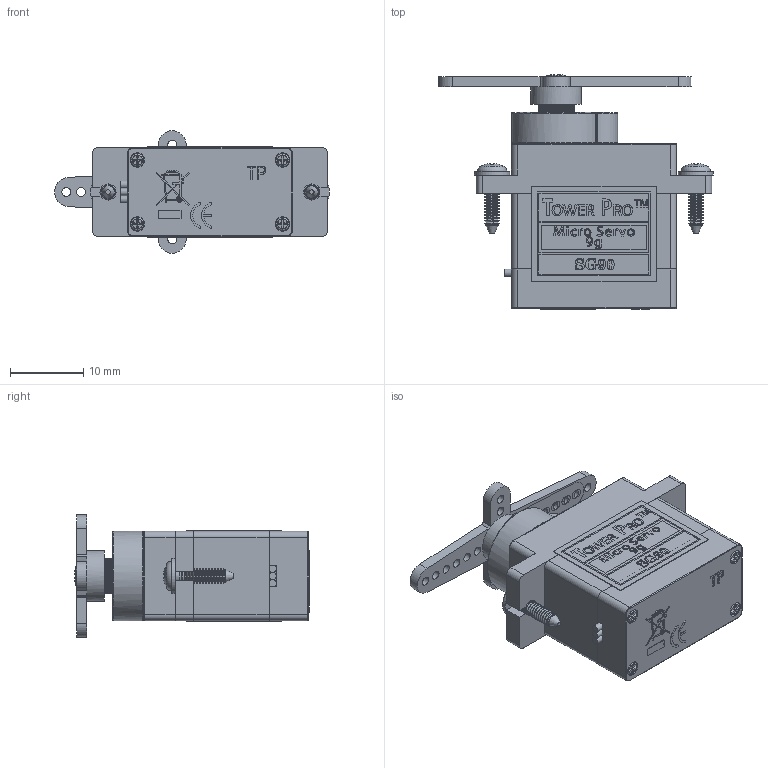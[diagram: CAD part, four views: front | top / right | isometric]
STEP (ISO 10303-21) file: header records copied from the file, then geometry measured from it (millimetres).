
FILE_DESCRIPTION(/* description */ ('STEP AP214'),/* implementation_level */ '2;1');
FILE_NAME(/* name */ '00_Servomotor_SG90.ipt.step',/* time_stamp */ '2022-11-29T07:50:20+01:00',/* author */ (''),/* organization */ (''),/* preprocessor_version */ 'ST-DEVELOPER v18.1',/* originating_system */ 'Autodesk Inventor 2022',/* authorisation */ '');
FILE_SCHEMA (('AUTOMOTIVE_DESIGN { 1 0 10303 214 3 1 1 }'));
Products named in the file (1): 00_Servomotor_SG90
Bounding box: 37.5 x 32.03 x 16.7 mm (x, y, z)
Volume: 7812.8 mm3; surface area: 6849.4 mm2
Topology: 19 solids, 19 shells, 1442 faces, 4552 edges, 3271 vertices
Faces by surface type: plane 878, cylinder 401, cone 103, torus 32, bspline 23, sphere 5
Full cylindrical faces by diameter (mm): 0.2 x1, 0.5 x1, 1 x3, 1.2 x35, 1.6 x2, 1.8 x4, 2 x43, 2.1 x3, 3.1 x1, 4.6 x3, 4.8 x2, 5 x1, 6.9 x3
Entity records: 58356 total; most frequent: CARTESIAN_POINT 17174, ORIENTED_EDGE 9098, DIRECTION 7915, EDGE_CURVE 4549, VERTEX_POINT 3271, LINE 2795, VECTOR 2795, AXIS2_PLACEMENT_3D 2560
